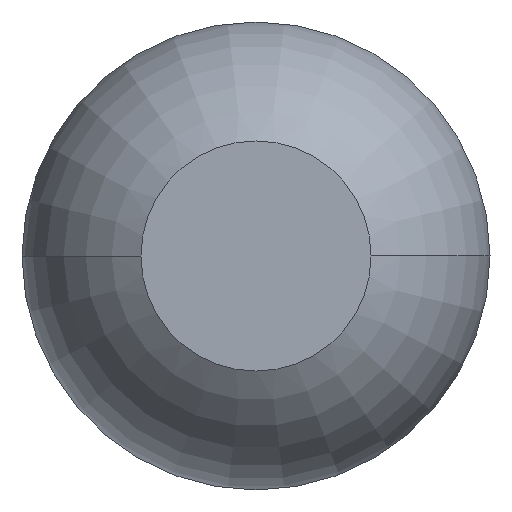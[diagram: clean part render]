
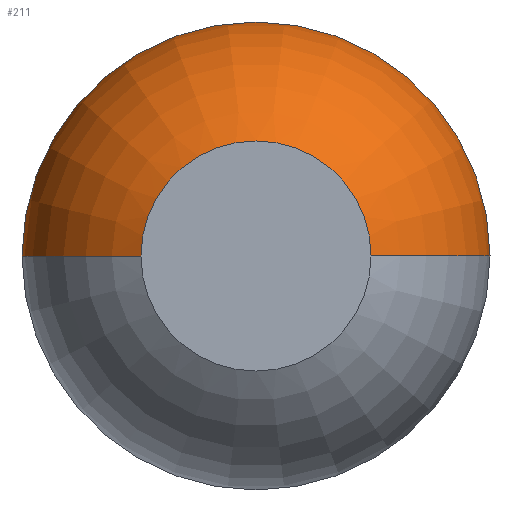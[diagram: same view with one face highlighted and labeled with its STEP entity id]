
A CAD part, front view. The second image highlights one B-rep face of the part: STEP entity #211.
In plain terms, the highlighted toroidal (fillet/blend) face has major radius 0.005 mm and minor radius 0.3 mm.
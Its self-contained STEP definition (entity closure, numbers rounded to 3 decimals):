
#211 = ADVANCED_FACE ( 'Defeature ausgef�hrt1_2', ( #1704 ), #3116, .T. ) ;
#285 = EDGE_LOOP ( 'NONE', ( #2597, #1337, #2480, #1991 ) ) ;
#412 = CIRCLE ( 'NONE', #2395, 0.3 ) ;
#534 = CIRCLE ( 'NONE', #1271, 0.15 ) ;
#870 = DIRECTION ( 'NONE',  ( 1., 0., 0. ) ) ;
#981 = CARTESIAN_POINT ( 'NONE',  ( -0.305, -28.737, 0. ) ) ;
#1046 = DIRECTION ( 'NONE',  ( -1., 0., 0. ) ) ;
#1269 = DIRECTION ( 'NONE',  ( 0., 1., 0. ) ) ;
#1271 = AXIS2_PLACEMENT_3D ( 'NONE', #2346, #1269, #1046 ) ;
#1304 = DIRECTION ( 'NONE',  ( -1., 0., 0. ) ) ;
#1337 = ORIENTED_EDGE ( 'NONE', *, *, #1796, .T. ) ;
#1384 = DIRECTION ( 'NONE',  ( 0., 1., 0. ) ) ;
#1385 = DIRECTION ( 'NONE',  ( 0., 1., 0. ) ) ;
#1433 = DIRECTION ( 'NONE',  ( -1., 0., 0. ) ) ;
#1482 = CIRCLE ( 'NONE', #2268, 0.3 ) ;
#1616 = VERTEX_POINT ( 'NONE', #3371 ) ;
#1704 = FACE_OUTER_BOUND ( 'NONE', #285, .T. ) ;
#1796 = EDGE_CURVE ( 'NONE', #2220, #1616, #1482, .T. ) ;
#1932 = DIRECTION ( 'NONE',  ( -1., 0., 0. ) ) ;
#1991 = ORIENTED_EDGE ( 'NONE', *, *, #3213, .F. ) ;
#2072 = AXIS2_PLACEMENT_3D ( 'NONE', #3028, #1385, #1433 ) ;
#2107 = CARTESIAN_POINT ( 'NONE',  ( -0.005, -28.737, 0. ) ) ;
#2120 = CARTESIAN_POINT ( 'NONE',  ( 0.15, -29., 0. ) ) ;
#2203 = DIRECTION ( 'NONE',  ( 0., 0., 1. ) ) ;
#2220 = VERTEX_POINT ( 'NONE', #2120 ) ;
#2268 = AXIS2_PLACEMENT_3D ( 'NONE', #3250, #2203, #870 ) ;
#2346 = CARTESIAN_POINT ( 'NONE',  ( 0., -29., 0. ) ) ;
#2395 = AXIS2_PLACEMENT_3D ( 'NONE', #2107, #2610, #1304 ) ;
#2480 = ORIENTED_EDGE ( 'NONE', *, *, #3004, .F. ) ;
#2597 = ORIENTED_EDGE ( 'NONE', *, *, #3288, .T. ) ;
#2610 = DIRECTION ( 'NONE',  ( 0., 0., -1. ) ) ;
#2644 = VERTEX_POINT ( 'NONE', #3071 ) ;
#2773 = VERTEX_POINT ( 'NONE', #981 ) ;
#3004 = EDGE_CURVE ( 'Defeature ausgef�hrt1_1+Defeature ausgef�hrt1_2+Defeature ausgef�hrt1_2+Defeature ausgef�hrt1_2', #2773, #1616, #3097, .T. ) ;
#3028 = CARTESIAN_POINT ( 'NONE',  ( 0., -28.737, 0. ) ) ;
#3071 = CARTESIAN_POINT ( 'NONE',  ( -0.15, -29., 0. ) ) ;
#3097 = CIRCLE ( 'NONE', #3343, 0.305 ) ;
#3116 = TOROIDAL_SURFACE ( 'NONE', #2072, 0.005, 0.3 ) ;
#3213 = EDGE_CURVE ( 'NONE', #2644, #2773, #412, .T. ) ;
#3250 = CARTESIAN_POINT ( 'NONE',  ( 0.005, -28.737, 0. ) ) ;
#3256 = CARTESIAN_POINT ( 'NONE',  ( 0., -28.737, 0. ) ) ;
#3288 = EDGE_CURVE ( 'Defeature ausgef�hrt1_2+Defeature ausgef�hrt1_3+Defeature ausgef�hrt1_3+Defeature ausgef�hrt1_3', #2644, #2220, #534, .T. ) ;
#3343 = AXIS2_PLACEMENT_3D ( 'NONE', #3256, #1384, #1932 ) ;
#3371 = CARTESIAN_POINT ( 'NONE',  ( 0.305, -28.737, 0. ) ) ;
